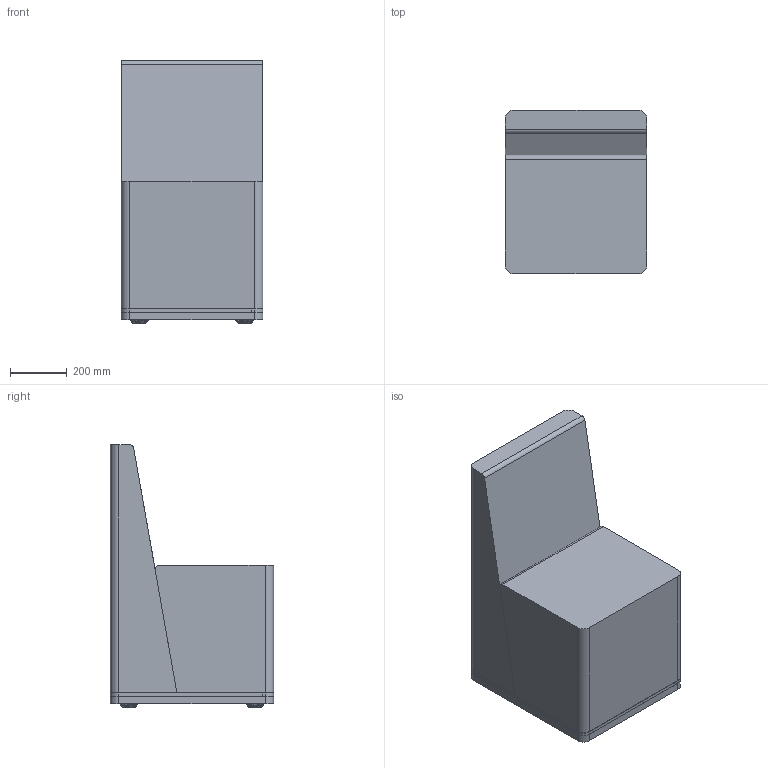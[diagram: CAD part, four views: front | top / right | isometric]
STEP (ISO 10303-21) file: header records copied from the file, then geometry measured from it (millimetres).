
FILE_DESCRIPTION(/* description */ (''),/* implementation_level */ '2;1');
FILE_NAME(/* name */ 'CHAIR-CUBA-0266-RENDER.stp',/* time_stamp */ '2020-02-20T11:34:38+00:00',/* author */ ('James Lucas'),/* organization */ (''),/* preprocessor_version */ 'ST-DEVELOPER v16.5',/* originating_system */ 'Autodesk Inventor 2017',/* authorisation */ '');
FILE_SCHEMA (('AUTOMOTIVE_DESIGN { 1 0 10303 214 3 1 1 }'));
Length unit declared in the file: millimetre
Products named in the file (28): CUBA-0266-RENDER; CUBA-0254-00; CUBA-0914-00; CUBA-0255-00; CUBA-0264-00; CUBA-0910-00; CUBA-0854-00; CUBA-0915-00; CUBA-0256-00; CUBA-0257-00; CUBA-0258-00; CUBA-0259-00; CUBA-0260-00; CUBA-0906-00; CUBA-0907-00; CUBA-0905-00; CUBA-0742-00; CUBA-0741-00; CUBA-0695-00; CUBA-0748-00; CUBA-0698-00; CUBA-0699-00; CUBA-0040-00; BS 3692 - M8; CUBA-0744-00; CUBA-0737-00; CUBA-0248-00; CUBA-0252-00
Assembly tree (33 placements, depth 5):
  CUBA-0266-RENDER
    CUBA-0254-00
      CUBA-0914-00
        CUBA-0255-00
        CUBA-0264-00
        CUBA-0910-00  x2
        CUBA-0854-00
      CUBA-0915-00
        CUBA-0256-00
        CUBA-0257-00
        CUBA-0258-00
        CUBA-0259-00
        CUBA-0260-00
        CUBA-0906-00
        CUBA-0907-00
        CUBA-0905-00
    CUBA-0742-00
      CUBA-0741-00
      CUBA-0695-00  x4
        CUBA-0748-00
          CUBA-0698-00
          CUBA-0699-00
        CUBA-0040-00
        BS 3692 - M8
      CUBA-0744-00  x2
      CUBA-0737-00  x2
    CUBA-0248-00
    CUBA-0252-00
Bounding box: 500 x 575 x 924.9 mm (x, y, z)
Volume: 71105417.7 mm3; surface area: 9416021.2 mm2
Topology: 44 solids, 44 shells, 920 faces, 2577 edges, 1996 vertices
Faces by surface type: plane 465, cylinder 329, cone 64, torus 44, sphere 12, bspline 6
Full cylindrical faces by diameter (mm): 3 x12, 5 x40, 5.1 x18, 6 x12, 6.647 x4, 7.9 x8, 8 x8, 8.2 x4, 8.5 x4, 10 x8, 20 x4, 35 x8, 40 x8
Entity records: 21783 total; most frequent: CARTESIAN_POINT 4523, DIRECTION 3524, ORIENTED_EDGE 2996, EDGE_CURVE 1494, AXIS2_PLACEMENT_3D 1257, VERTEX_POINT 1046, LINE 1010, VECTOR 1010
